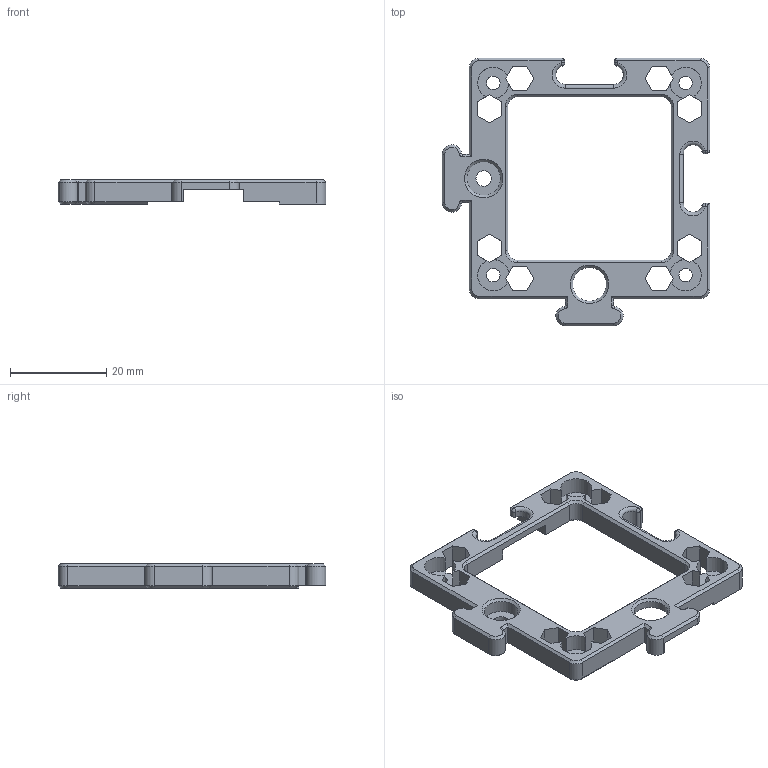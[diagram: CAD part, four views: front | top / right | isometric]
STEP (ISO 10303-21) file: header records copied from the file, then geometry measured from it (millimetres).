
FILE_DESCRIPTION(/* description */ (''),/* implementation_level */ '2;1');
FILE_NAME(/* name */ '20_Cube_Insert_Beamsplittercube_motorized_base.ipt.step',/* time_stamp */ '2022-11-29T07:57:03+01:00',/* author */ ('diederichbenedict'),/* organization */ (''),/* preprocessor_version */ 'ST-DEVELOPER v18.1',/* originating_system */ 'Autodesk Inventor 2022',/* authorisation */ '');
FILE_SCHEMA (('AUTOMOTIVE_DESIGN { 1 0 10303 214 3 1 1 }'));
Length unit declared in the file: millimetre
Products named in the file (1): 20_Cube_Insert_Beamsplittercube_motorized_base
Bounding box: 55.6 x 55.6 x 5 mm (x, y, z)
Volume: 4339.5 mm3; surface area: 4852.7 mm2
Topology: 1 solids, 1 shells, 218 faces, 601 edges, 377 vertices
Faces by surface type: plane 129, cylinder 50, cone 29, sphere 5, torus 5
Full cylindrical faces by diameter (mm): 2.8 x4, 3.2 x1, 7 x2
Entity records: 7138 total; most frequent: ORIENTED_EDGE 1202, CARTESIAN_POINT 1201, DIRECTION 1186, EDGE_CURVE 601, LINE 450, VECTOR 450, VERTEX_POINT 377, AXIS2_PLACEMENT_3D 368
